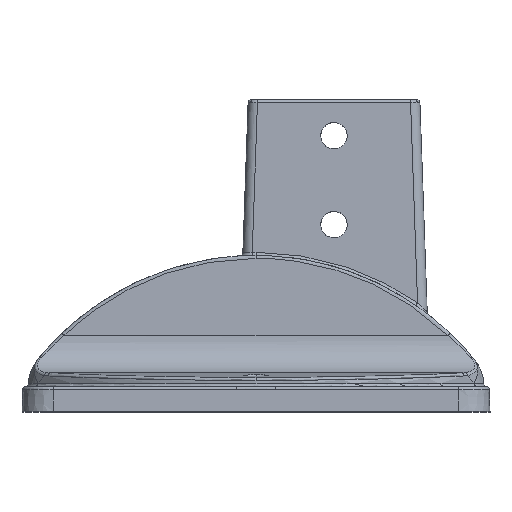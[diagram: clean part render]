
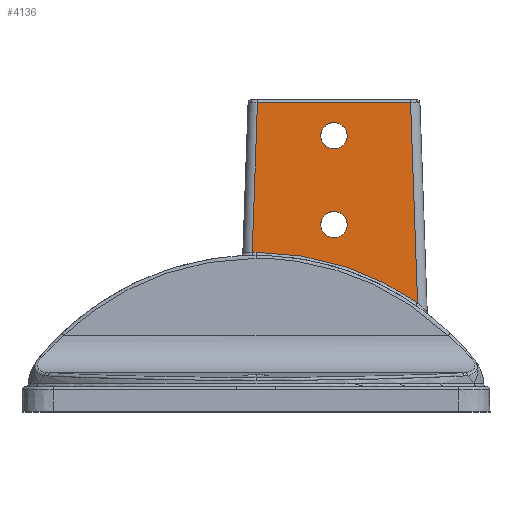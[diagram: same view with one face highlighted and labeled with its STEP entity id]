
A CAD part, top view. The second image highlights one B-rep face of the part: STEP entity #4136.
In plain terms, the highlighted planar face has unit normal (0, 0.035, 0.999).
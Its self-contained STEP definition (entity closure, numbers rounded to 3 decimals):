
#37=FACE_BOUND('',#1345,.T.);
#38=FACE_BOUND('',#1346,.T.);
#75=PLANE('',#4456);
#541=LINE('',#7202,#737);
#542=LINE('',#7203,#738);
#543=LINE('',#7204,#739);
#737=VECTOR('',#5082,64.194);
#738=VECTOR('',#5083,49.071);
#739=VECTOR('',#5084,48.018);
#839=(
BOUNDED_CURVE()
B_SPLINE_CURVE(3,(#5923,#5924,#5925,#5926),.UNSPECIFIED.,.F.,.F.)
B_SPLINE_CURVE_WITH_KNOTS((4,4),(4.712,7.854),
 .UNSPECIFIED.)
CURVE()
GEOMETRIC_REPRESENTATION_ITEM()
RATIONAL_B_SPLINE_CURVE((1.,0.333,0.333,1.))
REPRESENTATION_ITEM('')
);
#843=(
BOUNDED_CURVE()
B_SPLINE_CURVE(3,(#5953,#5954,#5955,#5956),.UNSPECIFIED.,.F.,.F.)
B_SPLINE_CURVE_WITH_KNOTS((4,4),(4.712,7.854),
 .UNSPECIFIED.)
CURVE()
GEOMETRIC_REPRESENTATION_ITEM()
RATIONAL_B_SPLINE_CURVE((1.,0.333,0.333,1.))
REPRESENTATION_ITEM('')
);
#849=(
BOUNDED_CURVE()
B_SPLINE_CURVE(3,(#6114,#6115,#6116,#6117),.UNSPECIFIED.,.F.,.F.)
B_SPLINE_CURVE_WITH_KNOTS((4,4),(6.27,6.283),
 .UNSPECIFIED.)
CURVE()
GEOMETRIC_REPRESENTATION_ITEM()
RATIONAL_B_SPLINE_CURVE((1.,1.,1.,1.))
REPRESENTATION_ITEM('')
);
#887=(
BOUNDED_CURVE()
B_SPLINE_CURVE(3,(#7205,#7206,#7207,#7208),.UNSPECIFIED.,.F.,.F.)
B_SPLINE_CURVE_WITH_KNOTS((4,4),(0.,0.605),
 .UNSPECIFIED.)
CURVE()
GEOMETRIC_REPRESENTATION_ITEM()
RATIONAL_B_SPLINE_CURVE((1.,0.97,0.97,1.))
REPRESENTATION_ITEM('')
);
#888=(
BOUNDED_CURVE()
B_SPLINE_CURVE(3,(#7209,#7210,#7211,#7212),.UNSPECIFIED.,.F.,.F.)
B_SPLINE_CURVE_WITH_KNOTS((4,4),(1.571,4.712),
 .UNSPECIFIED.)
CURVE()
GEOMETRIC_REPRESENTATION_ITEM()
RATIONAL_B_SPLINE_CURVE((1.,0.333,0.333,1.))
REPRESENTATION_ITEM('')
);
#889=(
BOUNDED_CURVE()
B_SPLINE_CURVE(3,(#7213,#7214,#7215,#7216),.UNSPECIFIED.,.F.,.F.)
B_SPLINE_CURVE_WITH_KNOTS((4,4),(1.571,4.712),
 .UNSPECIFIED.)
CURVE()
GEOMETRIC_REPRESENTATION_ITEM()
RATIONAL_B_SPLINE_CURVE((1.,0.333,0.333,1.))
REPRESENTATION_ITEM('')
);
#1072=FACE_OUTER_BOUND('',#1344,.T.);
#1344=EDGE_LOOP('',(#2965,#2966,#2967,#2968,#2969));
#1345=EDGE_LOOP('',(#2970,#2971));
#1346=EDGE_LOOP('',(#2972,#2973));
#1669=VERTEX_POINT('',#5920);
#1670=VERTEX_POINT('',#5922);
#1677=VERTEX_POINT('',#5950);
#1678=VERTEX_POINT('',#5952);
#1708=VERTEX_POINT('',#6111);
#1709=VERTEX_POINT('',#6113);
#1734=VERTEX_POINT('',#6363);
#1879=VERTEX_POINT('',#7200);
#1880=VERTEX_POINT('',#7201);
#2030=EDGE_CURVE('',#1670,#1669,#839,.T.);
#2038=EDGE_CURVE('',#1678,#1677,#843,.T.);
#2073=EDGE_CURVE('',#1709,#1708,#849,.T.);
#2299=EDGE_CURVE('',#1879,#1880,#541,.T.);
#2300=EDGE_CURVE('',#1880,#1734,#542,.T.);
#2301=EDGE_CURVE('',#1734,#1709,#543,.T.);
#2302=EDGE_CURVE('',#1708,#1879,#887,.T.);
#2303=EDGE_CURVE('',#1669,#1670,#888,.T.);
#2304=EDGE_CURVE('',#1677,#1678,#889,.T.);
#2965=ORIENTED_EDGE('',*,*,#2299,.T.);
#2966=ORIENTED_EDGE('',*,*,#2300,.T.);
#2967=ORIENTED_EDGE('',*,*,#2301,.T.);
#2968=ORIENTED_EDGE('',*,*,#2073,.T.);
#2969=ORIENTED_EDGE('',*,*,#2302,.T.);
#2970=ORIENTED_EDGE('',*,*,#2030,.T.);
#2971=ORIENTED_EDGE('',*,*,#2303,.T.);
#2972=ORIENTED_EDGE('',*,*,#2038,.T.);
#2973=ORIENTED_EDGE('',*,*,#2304,.T.);
#4136=ADVANCED_FACE('',(#1072,#37,#38),#75,.T.);
#4456=AXIS2_PLACEMENT_3D('',#7199,#5080,#5081);
#5080=DIRECTION('center_axis',(0.,0.035,
0.999));
#5081=DIRECTION('ref_axis',(1.,0.,0.));
#5082=DIRECTION('',(-0.035,0.999,-0.035));
#5083=DIRECTION('',(-1.,0.,0.));
#5084=DIRECTION('',(-0.035,-0.999,0.035));
#5920=CARTESIAN_POINT('',(-4.25,60.001,28.897));
#5922=CARTESIAN_POINT('',(4.25,60.001,28.897));
#5923=CARTESIAN_POINT('Ctrl Pts',(4.25,60.001,28.897));
#5924=CARTESIAN_POINT('Ctrl Pts',(4.25,51.501,29.194));
#5925=CARTESIAN_POINT('Ctrl Pts',(-4.25,51.501,29.194));
#5926=CARTESIAN_POINT('Ctrl Pts',(-4.25,60.001,28.897));
#5950=CARTESIAN_POINT('',(-4.25,88.501,27.902));
#5952=CARTESIAN_POINT('',(4.25,88.501,27.902));
#5953=CARTESIAN_POINT('Ctrl Pts',(4.25,88.501,27.902));
#5954=CARTESIAN_POINT('Ctrl Pts',(4.25,80.001,28.198));
#5955=CARTESIAN_POINT('Ctrl Pts',(-4.25,80.001,28.198));
#5956=CARTESIAN_POINT('Ctrl Pts',(-4.25,88.501,27.902));
#6111=CARTESIAN_POINT('',(-25.,51.084,29.208));
#6113=CARTESIAN_POINT('',(-26.21,51.075,29.208));
#6114=CARTESIAN_POINT('Ctrl Pts',(-26.21,51.075,29.208));
#6115=CARTESIAN_POINT('Ctrl Pts',(-25.807,51.081,29.208));
#6116=CARTESIAN_POINT('Ctrl Pts',(-25.403,51.084,29.208));
#6117=CARTESIAN_POINT('Ctrl Pts',(-25.,51.084,29.208));
#6363=CARTESIAN_POINT('',(-24.536,99.035,27.534));
#7199=CARTESIAN_POINT('Origin',(-27.5,100.,27.5));
#7200=CARTESIAN_POINT('',(26.774,34.919,29.773));
#7201=CARTESIAN_POINT('',(24.536,99.035,27.534));
#7202=CARTESIAN_POINT('',(24.439,101.812,27.437));
#7203=CARTESIAN_POINT('',(-27.5,99.035,27.534));
#7204=CARTESIAN_POINT('',(-24.505,99.896,27.504));
#7205=CARTESIAN_POINT('Ctrl Pts',(-25.,51.084,29.208));
#7206=CARTESIAN_POINT('Ctrl Pts',(-6.356,51.084,29.208));
#7207=CARTESIAN_POINT('Ctrl Pts',(11.442,45.527,29.402));
#7208=CARTESIAN_POINT('Ctrl Pts',(26.774,34.919,29.773));
#7209=CARTESIAN_POINT('Ctrl Pts',(-4.25,60.001,28.897));
#7210=CARTESIAN_POINT('Ctrl Pts',(-4.25,68.501,28.6));
#7211=CARTESIAN_POINT('Ctrl Pts',(4.25,68.501,28.6));
#7212=CARTESIAN_POINT('Ctrl Pts',(4.25,60.001,28.897));
#7213=CARTESIAN_POINT('Ctrl Pts',(-4.25,88.501,27.902));
#7214=CARTESIAN_POINT('Ctrl Pts',(-4.25,97.001,27.605));
#7215=CARTESIAN_POINT('Ctrl Pts',(4.25,97.001,27.605));
#7216=CARTESIAN_POINT('Ctrl Pts',(4.25,88.501,27.902));
